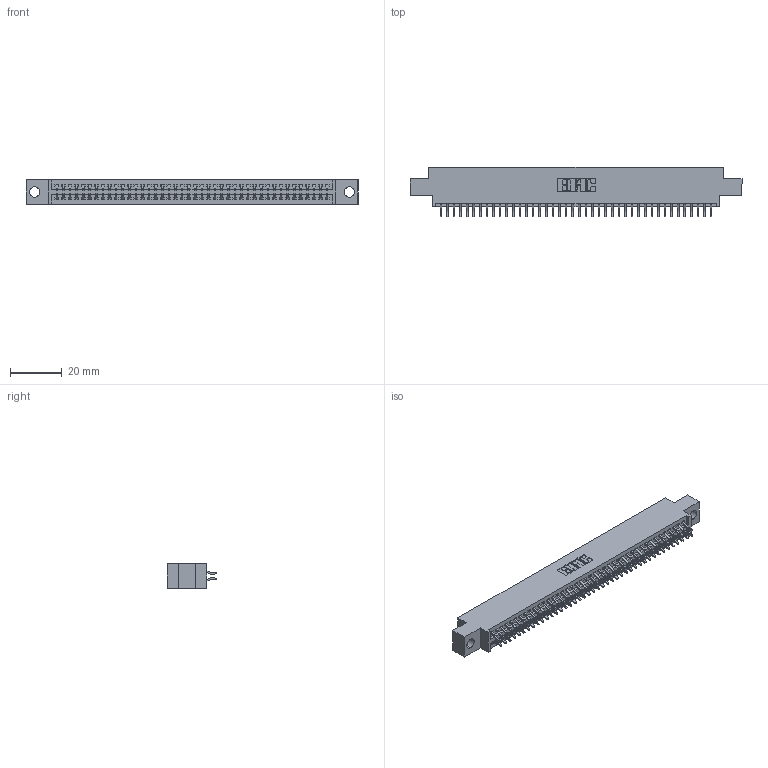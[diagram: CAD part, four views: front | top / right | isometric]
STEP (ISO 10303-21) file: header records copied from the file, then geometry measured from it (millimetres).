
FILE_DESCRIPTION (( 'STEP AP203' ), '1' );
FILE_NAME ('345-084-556-804.STEP', '2018-10-04T02:59:54', ( '' ), ( '' ), 'SwSTEP 2.0', 'SolidWorks 2016', '' );
FILE_SCHEMA (( 'CONFIG_CONTROL_DESIGN' ));
Length unit declared in the file: inch
Products named in the file (3): 345-292-001_556 Tail; 345 Part_0.170 Offset - 0.156 Dia-TH; 345-084-556-804
Assembly tree (85 placements, depth 2):
  345-084-556-804
    345 Part_0.170 Offset - 0.156 Dia-TH
    345-292-001_556 Tail  x84
Bounding box: 127.89 x 19.24 x 9.4 mm (x, y, z)
Volume: 12218.7 mm3; surface area: 17946.4 mm2
Topology: 85 solids, 85 shells, 4834 faces, 14381 edges, 9474 vertices
Faces by surface type: plane 3192, cylinder 1642
Entity records: 33309 total; most frequent: CARTESIAN_POINT 5600, ORIENTED_EDGE 5522, DIRECTION 4925, EDGE_CURVE 2761, LINE 2453, VECTOR 2453, VERTEX_POINT 1838, AXIS2_PLACEMENT_3D 1236
